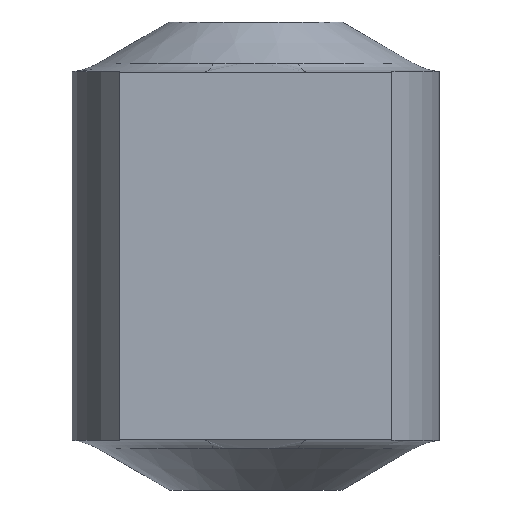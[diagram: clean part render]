
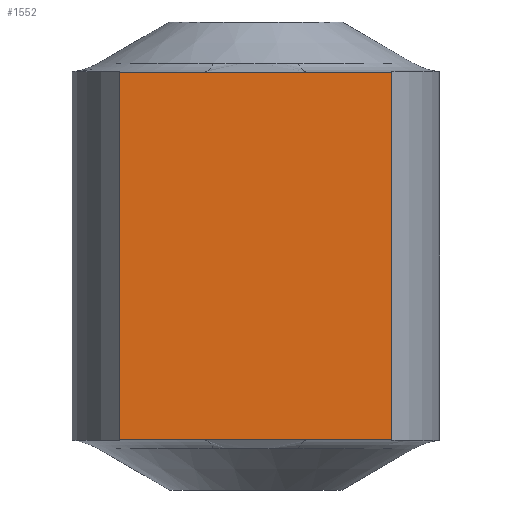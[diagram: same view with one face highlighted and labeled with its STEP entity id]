
A CAD part, front view. The second image highlights one B-rep face of the part: STEP entity #1552.
In plain terms, the highlighted planar face has unit normal (0, -1, 0).
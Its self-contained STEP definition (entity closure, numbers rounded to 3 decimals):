
#8 = ORIENTED_EDGE ( 'NONE', *, *, #1004, .F. ) ;
#107 = VERTEX_POINT ( 'NONE', #855 ) ;
#146 = VECTOR ( 'NONE', #1287, 1000. ) ;
#186 = LINE ( 'NONE', #2810, #2903 ) ;
#191 = VECTOR ( 'NONE', #575, 1000. ) ;
#364 = EDGE_CURVE ( 'NONE', #2362, #107, #1626, .T. ) ;
#405 = CARTESIAN_POINT ( 'NONE',  ( 0., 0., -8.25 ) ) ;
#421 = CARTESIAN_POINT ( 'NONE',  ( 3.821, 0., 8.25 ) ) ;
#481 = DIRECTION ( 'NONE',  ( 1., 0., 0. ) ) ;
#505 = LINE ( 'NONE', #1382, #3520 ) ;
#575 = DIRECTION ( 'NONE',  ( 0., 0., 1. ) ) ;
#619 = EDGE_CURVE ( 'NONE', #107, #2613, #505, .T. ) ;
#624 = VECTOR ( 'NONE', #985, 1000. ) ;
#660 = DIRECTION ( 'NONE',  ( 1., 0., 0. ) ) ;
#697 = ORIENTED_EDGE ( 'NONE', *, *, #1075, .F. ) ;
#700 = VERTEX_POINT ( 'NONE', #2774 ) ;
#818 = AXIS2_PLACEMENT_3D ( 'NONE', #1229, #2902, #2050 ) ;
#845 = FACE_OUTER_BOUND ( 'NONE', #2128, .T. ) ;
#855 = CARTESIAN_POINT ( 'NONE',  ( 8.404, 0., -8.25 ) ) ;
#908 = VERTEX_POINT ( 'NONE', #1783 ) ;
#985 = DIRECTION ( 'NONE',  ( 0., 0., 1. ) ) ;
#1004 = EDGE_CURVE ( 'NONE', #908, #1053, #1488, .T. ) ;
#1049 = EDGE_CURVE ( 'NONE', #3103, #908, #1704, .T. ) ;
#1053 = VERTEX_POINT ( 'NONE', #2407 ) ;
#1075 = EDGE_CURVE ( 'NONE', #700, #3515, #1227, .T. ) ;
#1201 = CARTESIAN_POINT ( 'NONE',  ( 12.225, 0., -8.25 ) ) ;
#1227 = LINE ( 'NONE', #1655, #191 ) ;
#1229 = CARTESIAN_POINT ( 'NONE',  ( 0., 0., -8.25 ) ) ;
#1257 = CARTESIAN_POINT ( 'NONE',  ( 12.225, 0., -8.25 ) ) ;
#1286 = VECTOR ( 'NONE', #2340, 1000. ) ;
#1287 = DIRECTION ( 'NONE',  ( 1., 0., 0. ) ) ;
#1337 = CARTESIAN_POINT ( 'NONE',  ( 0., 0., 8.25 ) ) ;
#1347 = LINE ( 'NONE', #1257, #624 ) ;
#1349 = EDGE_CURVE ( 'NONE', #3515, #3103, #186, .T. ) ;
#1381 = ORIENTED_EDGE ( 'NONE', *, *, #1349, .F. ) ;
#1382 = CARTESIAN_POINT ( 'NONE',  ( 0., 0., -8.25 ) ) ;
#1488 = LINE ( 'NONE', #1337, #146 ) ;
#1552 = ADVANCED_FACE ( 'NONE', ( #845 ), #2631, .T. ) ;
#1556 = EDGE_CURVE ( 'NONE', #2613, #1053, #1347, .T. ) ;
#1626 = LINE ( 'NONE', #2088, #1985 ) ;
#1655 = CARTESIAN_POINT ( 'NONE',  ( 0., 0., -8.25 ) ) ;
#1704 = LINE ( 'NONE', #2140, #2820 ) ;
#1783 = CARTESIAN_POINT ( 'NONE',  ( 8.404, 0., 8.25 ) ) ;
#1985 = VECTOR ( 'NONE', #2048, 1000. ) ;
#2048 = DIRECTION ( 'NONE',  ( 1., 0., 0. ) ) ;
#2050 = DIRECTION ( 'NONE',  ( 1., 0., 0. ) ) ;
#2088 = CARTESIAN_POINT ( 'NONE',  ( 0., 0., -8.25 ) ) ;
#2128 = EDGE_LOOP ( 'NONE', ( #3231, #8, #2660, #1381, #697, #2226, #2700, #2505 ) ) ;
#2140 = CARTESIAN_POINT ( 'NONE',  ( 0., 0., 8.25 ) ) ;
#2226 = ORIENTED_EDGE ( 'NONE', *, *, #2479, .T. ) ;
#2252 = CARTESIAN_POINT ( 'NONE',  ( 0., 0., 8.25 ) ) ;
#2264 = DIRECTION ( 'NONE',  ( 1., 0., 0. ) ) ;
#2337 = CARTESIAN_POINT ( 'NONE',  ( 3.821, 0., -8.25 ) ) ;
#2340 = DIRECTION ( 'NONE',  ( 1., 0., 0. ) ) ;
#2362 = VERTEX_POINT ( 'NONE', #2337 ) ;
#2407 = CARTESIAN_POINT ( 'NONE',  ( 12.225, 0., 8.25 ) ) ;
#2479 = EDGE_CURVE ( 'NONE', #700, #2362, #2488, .T. ) ;
#2488 = LINE ( 'NONE', #405, #1286 ) ;
#2505 = ORIENTED_EDGE ( 'NONE', *, *, #619, .T. ) ;
#2613 = VERTEX_POINT ( 'NONE', #1201 ) ;
#2631 = PLANE ( 'NONE',  #818 ) ;
#2660 = ORIENTED_EDGE ( 'NONE', *, *, #1049, .F. ) ;
#2700 = ORIENTED_EDGE ( 'NONE', *, *, #364, .T. ) ;
#2774 = CARTESIAN_POINT ( 'NONE',  ( 0., 0., -8.25 ) ) ;
#2810 = CARTESIAN_POINT ( 'NONE',  ( 0., 0., 8.25 ) ) ;
#2820 = VECTOR ( 'NONE', #481, 1000. ) ;
#2902 = DIRECTION ( 'NONE',  ( 0., -1., 0. ) ) ;
#2903 = VECTOR ( 'NONE', #660, 1000. ) ;
#3103 = VERTEX_POINT ( 'NONE', #421 ) ;
#3231 = ORIENTED_EDGE ( 'NONE', *, *, #1556, .T. ) ;
#3515 = VERTEX_POINT ( 'NONE', #2252 ) ;
#3520 = VECTOR ( 'NONE', #2264, 1000. ) ;
